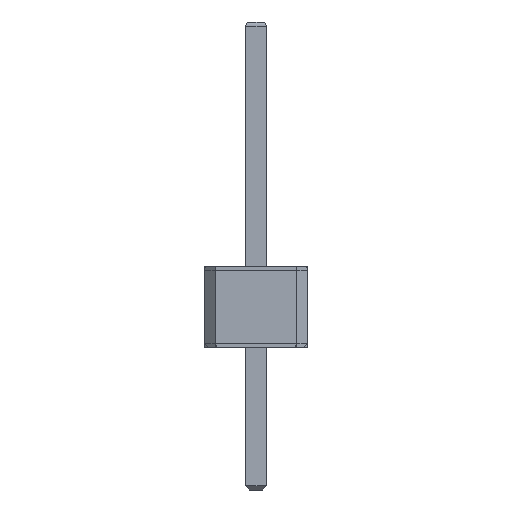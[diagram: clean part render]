
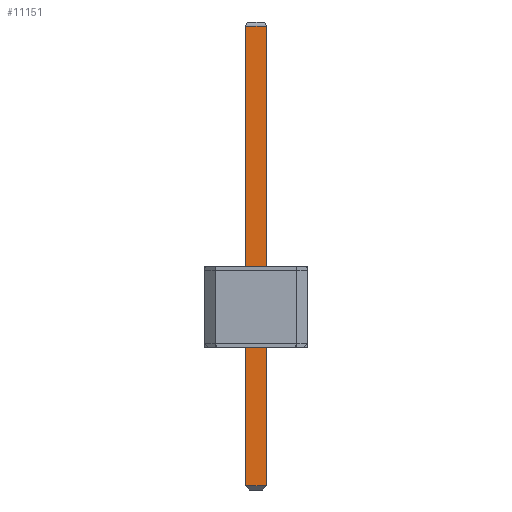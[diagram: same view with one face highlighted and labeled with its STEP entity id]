
A CAD part, left-side view. The second image highlights one B-rep face of the part: STEP entity #11151.
In plain terms, the highlighted planar face has unit normal (-1, 0, 0).
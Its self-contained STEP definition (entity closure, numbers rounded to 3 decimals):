
#11115 = EDGE_CURVE('',#11116,#11118,#11120,.T.);
#11116 = VERTEX_POINT('',#11117);
#11117 = CARTESIAN_POINT('',(-0.25,0.25,-3.4));
#11118 = VERTEX_POINT('',#11119);
#11119 = CARTESIAN_POINT('',(-0.25,0.25,7.9));
#11120 = LINE('',#11121,#11122);
#11121 = CARTESIAN_POINT('',(-0.25,0.25,-3.5));
#11122 = VECTOR('',#11123,1.);
#11123 = DIRECTION('',(0.,0.,1.));
#11151 = ADVANCED_FACE('',(#11152),#11177,.T.);
#11152 = FACE_BOUND('',#11153,.T.);
#11153 = EDGE_LOOP('',(#11154,#11164,#11170,#11171));
#11154 = ORIENTED_EDGE('',*,*,#11155,.T.);
#11155 = EDGE_CURVE('',#11156,#11158,#11160,.T.);
#11156 = VERTEX_POINT('',#11157);
#11157 = CARTESIAN_POINT('',(-0.25,-0.25,-3.4));
#11158 = VERTEX_POINT('',#11159);
#11159 = CARTESIAN_POINT('',(-0.25,-0.25,7.9));
#11160 = LINE('',#11161,#11162);
#11161 = CARTESIAN_POINT('',(-0.25,-0.25,-3.5));
#11162 = VECTOR('',#11163,1.);
#11163 = DIRECTION('',(0.,0.,1.));
#11164 = ORIENTED_EDGE('',*,*,#11165,.T.);
#11165 = EDGE_CURVE('',#11158,#11118,#11166,.T.);
#11166 = LINE('',#11167,#11168);
#11167 = CARTESIAN_POINT('',(-0.25,-0.25,7.9));
#11168 = VECTOR('',#11169,1.);
#11169 = DIRECTION('',(0.,1.,0.));
#11170 = ORIENTED_EDGE('',*,*,#11115,.F.);
#11171 = ORIENTED_EDGE('',*,*,#11172,.F.);
#11172 = EDGE_CURVE('',#11156,#11116,#11173,.T.);
#11173 = LINE('',#11174,#11175);
#11174 = CARTESIAN_POINT('',(-0.25,-0.25,-3.4));
#11175 = VECTOR('',#11176,1.);
#11176 = DIRECTION('',(0.,1.,0.));
#11177 = PLANE('',#11178);
#11178 = AXIS2_PLACEMENT_3D('',#11179,#11180,#11181);
#11179 = CARTESIAN_POINT('',(-0.25,-0.25,-3.5));
#11180 = DIRECTION('',(-1.,0.,0.));
#11181 = DIRECTION('',(0.,1.,0.));
